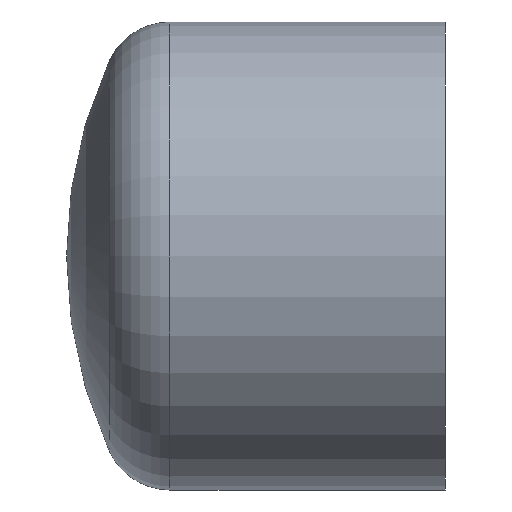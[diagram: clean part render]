
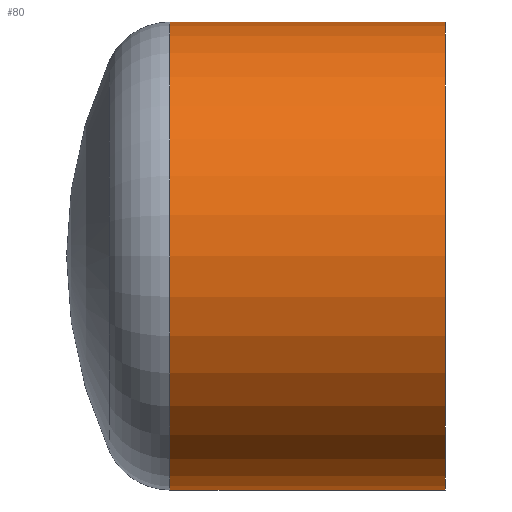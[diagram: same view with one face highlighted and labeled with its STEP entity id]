
A CAD part, front view. The second image highlights one B-rep face of the part: STEP entity #80.
In plain terms, the highlighted cylindrical face has radius 17.5 mm (diameter 35 mm), a full revolution.
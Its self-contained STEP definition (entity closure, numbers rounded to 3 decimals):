
#80 = ADVANCED_FACE( '', ( #100, #101 ), #102, .T. );
#100 = FACE_OUTER_BOUND( '', #127, .T. );
#101 = FACE_OUTER_BOUND( '', #128, .T. );
#102 = CYLINDRICAL_SURFACE( '', #129, 17.5 );
#127 = EDGE_LOOP( '', ( #164 ) );
#128 = EDGE_LOOP( '', ( #165 ) );
#129 = AXIS2_PLACEMENT_3D( '', #166, #167, #168 );
#164 = ORIENTED_EDGE( '', *, *, #189, .F. );
#165 = ORIENTED_EDGE( '', *, *, #190, .T. );
#166 = CARTESIAN_POINT( '', ( -7.5, 0., 0. ) );
#167 = DIRECTION( '', ( -1., 0., 0. ) );
#168 = DIRECTION( '', ( 0., 0., -1. ) );
#189 = EDGE_CURVE( '', #204, #204, #205, .T. );
#190 = EDGE_CURVE( '', #206, #206, #207, .T. );
#204 = VERTEX_POINT( '', #220 );
#205 = CIRCLE( '', #221, 17.5 );
#206 = VERTEX_POINT( '', #222 );
#207 = CIRCLE( '', #223, 17.5 );
#220 = CARTESIAN_POINT( '', ( 15.833, 0., -17.5 ) );
#221 = AXIS2_PLACEMENT_3D( '', #241, #242, #243 );
#222 = CARTESIAN_POINT( '', ( -4.772, 0., -17.5 ) );
#223 = AXIS2_PLACEMENT_3D( '', #244, #245, #246 );
#241 = CARTESIAN_POINT( '', ( 15.833, 0., 0. ) );
#242 = DIRECTION( '', ( 1., 0., 0. ) );
#243 = DIRECTION( '', ( 0., 0., -1. ) );
#244 = CARTESIAN_POINT( '', ( -4.772, 0., 0. ) );
#245 = DIRECTION( '', ( 1., 0., 0. ) );
#246 = DIRECTION( '', ( 0., 0., -1. ) );
